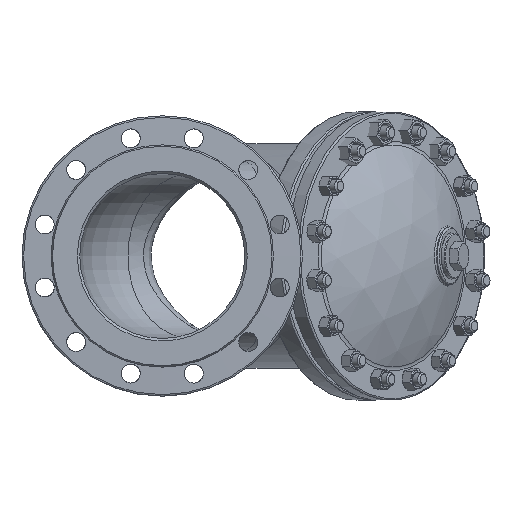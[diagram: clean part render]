
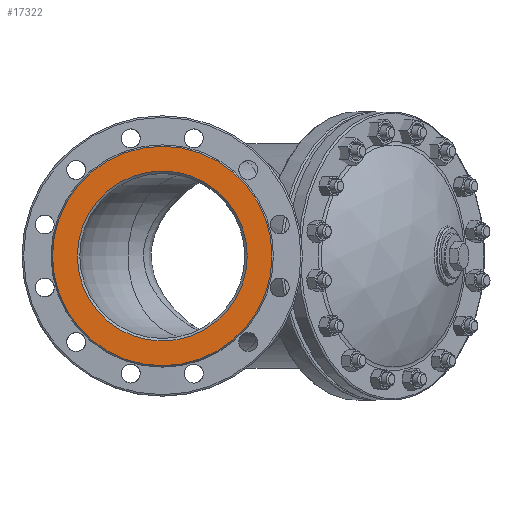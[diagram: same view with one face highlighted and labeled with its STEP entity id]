
A CAD part, left-side view. The second image highlights one B-rep face of the part: STEP entity #17322.
In plain terms, the highlighted planar face has unit normal (-1, 0, 0).
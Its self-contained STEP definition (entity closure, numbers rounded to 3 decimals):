
#588=PLANE('',#18466);
#967=FACE_BOUND('',#3974,.T.);
#1367=CIRCLE('',#18304,103.);
#1413=CIRCLE('',#18412,133.);
#2672=FACE_OUTER_BOUND('',#3973,.T.);
#3973=EDGE_LOOP('',(#14153));
#3974=EDGE_LOOP('',(#14154));
#7946=VERTEX_POINT('',#33795);
#8098=VERTEX_POINT('',#37930);
#10062=EDGE_CURVE('',#7946,#7946,#1367,.T.);
#10234=EDGE_CURVE('',#8098,#8098,#1413,.T.);
#14153=ORIENTED_EDGE('',*,*,#10234,.F.);
#14154=ORIENTED_EDGE('',*,*,#10062,.T.);
#17322=ADVANCED_FACE('',(#2672,#967),#588,.T.);
#18304=AXIS2_PLACEMENT_3D('',#33796,#20593,#20594);
#18412=AXIS2_PLACEMENT_3D('',#37931,#20813,#20814);
#18466=AXIS2_PLACEMENT_3D('',#40718,#20929,#20930);
#20593=DIRECTION('center_axis',(1.,0.,0.));
#20594=DIRECTION('ref_axis',(0.,0.,1.));
#20813=DIRECTION('center_axis',(1.,0.,0.));
#20814=DIRECTION('ref_axis',(0.,0.,-1.));
#20929=DIRECTION('center_axis',(-1.,0.,0.));
#20930=DIRECTION('ref_axis',(0.,0.,1.));
#33795=CARTESIAN_POINT('',(-600.,-103.,0.));
#33796=CARTESIAN_POINT('Origin',(-600.,0.,0.));
#37930=CARTESIAN_POINT('',(-600.,0.,133.));
#37931=CARTESIAN_POINT('Origin',(-600.,0.,0.));
#40718=CARTESIAN_POINT('Origin',(-600.,0.,0.));
